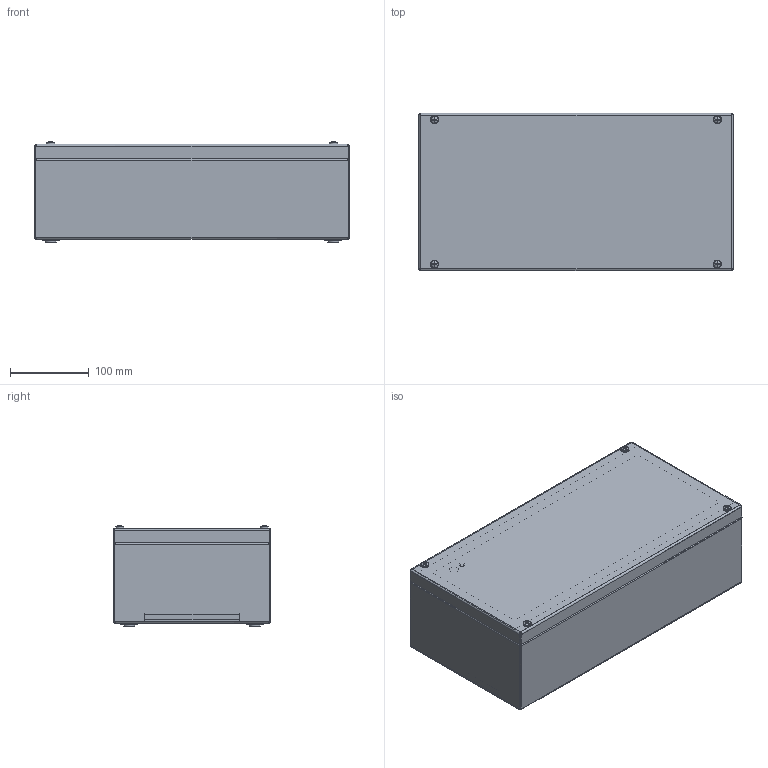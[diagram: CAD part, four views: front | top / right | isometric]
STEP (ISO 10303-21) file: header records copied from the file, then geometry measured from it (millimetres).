
FILE_DESCRIPTION(('FreeCAD Model'),'2;1');
FILE_NAME('400200121.STEP','2026-03-24T12:30:37',('Author'),(''), 'Open CASCADE STEP processor 7.3','FreeCAD','Unknown');
FILE_SCHEMA(('AUTOMOTIVE_DESIGN { 1 0 10303 214 1 1 1 1 }'));
Length unit declared in the file: millimetre
Products named in the file (13): 400200121; 56082; 42006; 86003_Bl.1,028; 42109001; 56117; 42034; 82410_37402012; 41070003; 93344003; 93379; 94753003; 92081001
Assembly tree (26 placements, depth 3):
  400200121
    56082
      42006
      86003_Bl.1,028  x4
      42109001  x2
    56117
      42034
      82410_37402012
      41070003  x4
      93344003  x4
      93379
    94753003  x4
    92081001  x2
Bounding box: 400 x 200 x 128.37 mm (x, y, z)
Volume: 549038.5 mm3; surface area: 746264.7 mm2
Topology: 24 solids, 24 shells, 733 faces, 1576 edges, 938 vertices
Faces by surface type: plane 327, cylinder 234, bspline 80, cone 44, sphere 24, torus 20, revolution 4
Full cylindrical faces by diameter (mm): 4.2 x8, 4.7 x2, 5 x24, 5.9 x4, 6 x1, 7 x12, 8 x10, 8.5 x4, 9 x4, 10 x8, 10.4 x4, 12 x1, 14 x4
Entity records: 16087 total; most frequent: CARTESIAN_POINT 5075, ORIENTED_EDGE 2110, DIRECTION 1994, EDGE_CURVE 1055, AXIS2_PLACEMENT_3D 720, VERTEX_POINT 610, FACE_BOUND 555, EDGE_LOOP 555
